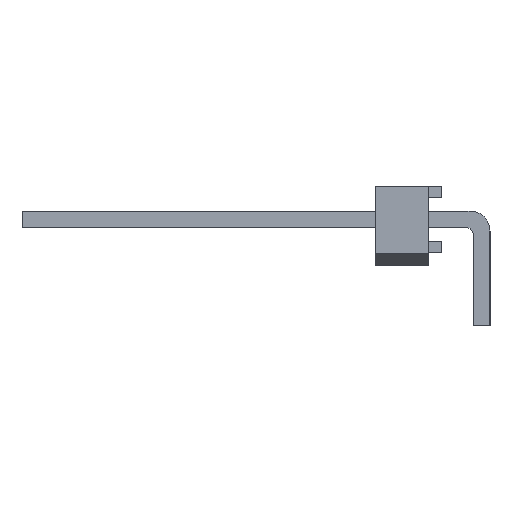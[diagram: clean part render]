
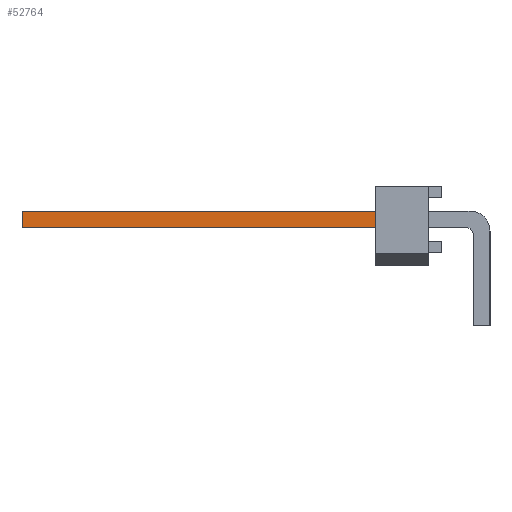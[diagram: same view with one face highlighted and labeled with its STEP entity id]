
A CAD part, left-side view. The second image highlights one B-rep face of the part: STEP entity #52764.
In plain terms, the highlighted face is planar.
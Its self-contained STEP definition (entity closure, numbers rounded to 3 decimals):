
#50569 = VERTEX_POINT('',#50570);
#50570 = CARTESIAN_POINT('',(43.498,17.526,-0.318));
#50576 = EDGE_CURVE('',#50577,#50569,#50579,.T.);
#50577 = VERTEX_POINT('',#50578);
#50578 = CARTESIAN_POINT('',(43.498,2.921,-0.318));
#50579 = LINE('',#50580,#50581);
#50580 = CARTESIAN_POINT('',(43.498,0.445,-0.318));
#50581 = VECTOR('',#50582,1.);
#50582 = DIRECTION('',(0.,1.,0.));
#51969 = VERTEX_POINT('',#51970);
#51970 = CARTESIAN_POINT('',(43.498,2.921,0.318));
#51976 = EDGE_CURVE('',#51977,#51969,#51979,.T.);
#51977 = VERTEX_POINT('',#51978);
#51978 = CARTESIAN_POINT('',(43.498,17.526,0.318));
#51979 = LINE('',#51980,#51981);
#51980 = CARTESIAN_POINT('',(43.498,17.526,0.318));
#51981 = VECTOR('',#51982,1.);
#51982 = DIRECTION('',(0.,-1.,0.));
#52753 = EDGE_CURVE('',#50569,#51977,#52754,.T.);
#52754 = LINE('',#52755,#52756);
#52755 = CARTESIAN_POINT('',(43.498,17.526,-0.318));
#52756 = VECTOR('',#52757,1.);
#52757 = DIRECTION('',(0.,0.,1.));
#52764 = ADVANCED_FACE('',(#52765),#52776,.T.);
#52765 = FACE_BOUND('',#52766,.T.);
#52766 = EDGE_LOOP('',(#52767,#52768,#52774,#52775));
#52767 = ORIENTED_EDGE('',*,*,#51976,.T.);
#52768 = ORIENTED_EDGE('',*,*,#52769,.T.);
#52769 = EDGE_CURVE('',#51969,#50577,#52770,.T.);
#52770 = LINE('',#52771,#52772);
#52771 = CARTESIAN_POINT('',(43.498,2.921,0.445));
#52772 = VECTOR('',#52773,1.);
#52773 = DIRECTION('',(0.,0.,-1.));
#52774 = ORIENTED_EDGE('',*,*,#50576,.T.);
#52775 = ORIENTED_EDGE('',*,*,#52753,.T.);
#52776 = PLANE('',#52777);
#52777 = AXIS2_PLACEMENT_3D('',#52778,#52779,#52780);
#52778 = CARTESIAN_POINT('',(43.498,0.445,0.445));
#52779 = DIRECTION('',(1.,0.,0.));
#52780 = DIRECTION('',(0.,0.,-1.));
